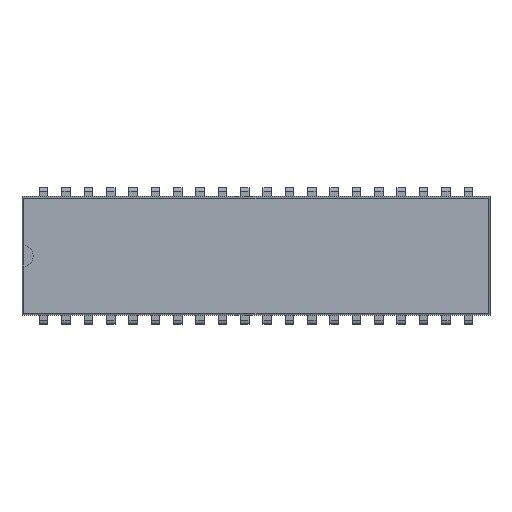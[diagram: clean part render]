
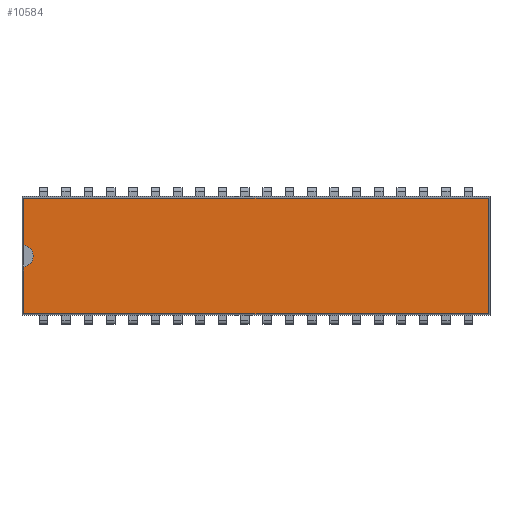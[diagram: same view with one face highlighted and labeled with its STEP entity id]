
A CAD part, top view. The second image highlights one B-rep face of the part: STEP entity #10584.
In plain terms, the highlighted planar face has unit normal (0, 0, 1).
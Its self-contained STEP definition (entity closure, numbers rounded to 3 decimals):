
#342=CIRCLE('',#11378,1.27);
#915=FACE_OUTER_BOUND('',#1491,.T.);
#1491=EDGE_LOOP('',(#9498,#9499,#9500,#9501,#9502,#9503));
#2790=LINE('',#17174,#4100);
#2792=LINE('',#17182,#4102);
#2801=LINE('',#17199,#4111);
#2803=LINE('',#17203,#4113);
#2805=LINE('',#17206,#4115);
#4100=VECTOR('',#14133,1.);
#4102=VECTOR('',#14139,1.);
#4111=VECTOR('',#14158,1.);
#4113=VECTOR('',#14162,1.);
#4115=VECTOR('',#14166,1.);
#5086=VERTEX_POINT('',#17171);
#5087=VERTEX_POINT('',#17173);
#5090=VERTEX_POINT('',#17179);
#5091=VERTEX_POINT('',#17181);
#5094=VERTEX_POINT('',#17198);
#5095=VERTEX_POINT('',#17202);
#6550=EDGE_CURVE('',#5086,#5087,#2790,.T.);
#6554=EDGE_CURVE('',#5090,#5091,#2792,.T.);
#6563=EDGE_CURVE('',#5086,#5094,#2801,.T.);
#6565=EDGE_CURVE('',#5091,#5095,#2803,.T.);
#6567=EDGE_CURVE('',#5094,#5095,#2805,.T.);
#6568=EDGE_CURVE('',#5090,#5087,#342,.T.);
#9498=ORIENTED_EDGE('',*,*,#6550,.F.);
#9499=ORIENTED_EDGE('',*,*,#6563,.T.);
#9500=ORIENTED_EDGE('',*,*,#6567,.T.);
#9501=ORIENTED_EDGE('',*,*,#6565,.F.);
#9502=ORIENTED_EDGE('',*,*,#6554,.F.);
#9503=ORIENTED_EDGE('',*,*,#6568,.T.);
#10009=PLANE('',#11377);
#10584=ADVANCED_FACE('',(#915),#10009,.T.);
#11377=AXIS2_PLACEMENT_3D('',#17205,#14164,#14165);
#11378=AXIS2_PLACEMENT_3D('',#17207,#14167,#14168);
#14133=DIRECTION('',(0.,1.,0.));
#14139=DIRECTION('',(0.,1.,0.));
#14158=DIRECTION('',(1.,0.,0.));
#14162=DIRECTION('',(1.,0.,0.));
#14164=DIRECTION('center_axis',(0.,0.,1.));
#14165=DIRECTION('ref_axis',(1.,0.,0.));
#14166=DIRECTION('',(0.,1.,0.));
#14167=DIRECTION('center_axis',(0.,0.,-1.));
#14168=DIRECTION('ref_axis',(0.,1.,0.));
#17171=CARTESIAN_POINT('',(-26.401,-6.559,5.08));
#17173=CARTESIAN_POINT('',(-26.401,-1.254,5.08));
#17174=CARTESIAN_POINT('',(-26.401,-6.559,5.08));
#17179=CARTESIAN_POINT('',(-26.401,1.254,5.08));
#17181=CARTESIAN_POINT('',(-26.401,6.559,5.08));
#17182=CARTESIAN_POINT('',(-26.401,-6.559,5.08));
#17198=CARTESIAN_POINT('',(26.401,-6.559,5.08));
#17199=CARTESIAN_POINT('',(-26.605,-6.559,5.08));
#17202=CARTESIAN_POINT('',(26.401,6.559,5.08));
#17203=CARTESIAN_POINT('',(-26.605,6.559,5.08));
#17205=CARTESIAN_POINT('Origin',(-26.605,-6.763,5.08));
#17206=CARTESIAN_POINT('',(26.401,-6.559,5.08));
#17207=CARTESIAN_POINT('Origin',(-26.605,0.,5.08));
